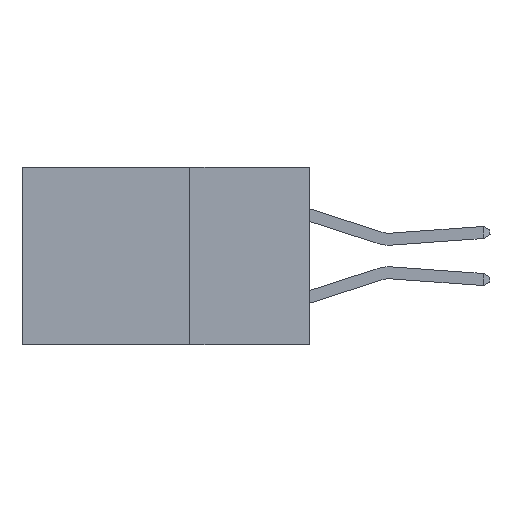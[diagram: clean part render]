
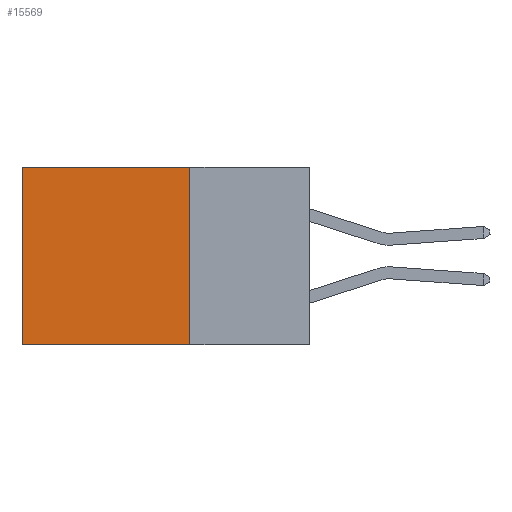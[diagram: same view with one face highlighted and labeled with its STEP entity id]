
A CAD part, left-side view. The second image highlights one B-rep face of the part: STEP entity #15569.
In plain terms, the highlighted planar face has unit normal (-1, 0, 0).
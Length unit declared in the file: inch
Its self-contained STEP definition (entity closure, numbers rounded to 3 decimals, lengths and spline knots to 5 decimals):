
#744 = VERTEX_POINT ( 'NONE', #19329 ) ;
#1635 = VERTEX_POINT ( 'NONE', #15860 ) ;
#1951 = VECTOR ( 'NONE', #18484, 39.37008 ) ;
#2750 = PLANE ( 'NONE',  #9113 ) ;
#2899 = CARTESIAN_POINT ( 'NONE',  ( 0.298, 0.25, 0. ) ) ;
#3401 = LINE ( 'NONE', #4198, #20451 ) ;
#4198 = CARTESIAN_POINT ( 'NONE',  ( 0.298, 0.25, -0.37 ) ) ;
#4573 = VECTOR ( 'NONE', #26744, 39.37008 ) ;
#4658 = CARTESIAN_POINT ( 'NONE',  ( 0.298, 0.25, 0. ) ) ;
#5001 = CARTESIAN_POINT ( 'NONE',  ( 0.298, 0.25, 0. ) ) ;
#5882 = ORIENTED_EDGE ( 'NONE', *, *, #10585, .T. ) ;
#6068 = CARTESIAN_POINT ( 'NONE',  ( 0.298, 0.6, 0. ) ) ;
#7246 = DIRECTION ( 'NONE',  ( 1., 0., 0. ) ) ;
#8294 = DIRECTION ( 'NONE',  ( 0., 0., -1. ) ) ;
#8655 = LINE ( 'NONE', #6068, #25655 ) ;
#9113 = AXIS2_PLACEMENT_3D ( 'NONE', #5001, #7246, #22771 ) ;
#10585 = EDGE_CURVE ( 'NONE', #1635, #744, #8655, .T. ) ;
#12591 = VERTEX_POINT ( 'NONE', #21784 ) ;
#13943 = ORIENTED_EDGE ( 'NONE', *, *, #28679, .T. ) ;
#15373 = DIRECTION ( 'NONE',  ( 0., 1., 0. ) ) ;
#15569 = ADVANCED_FACE ( 'NONE', ( #20140 ), #2750, .F. ) ;
#15860 = CARTESIAN_POINT ( 'NONE',  ( 0.298, 0.6, 0. ) ) ;
#16416 = LINE ( 'NONE', #4658, #4573 ) ;
#16679 = EDGE_CURVE ( 'NONE', #19123, #12591, #19046, .T. ) ;
#18484 = DIRECTION ( 'NONE',  ( 0., 0., -1. ) ) ;
#19046 = LINE ( 'NONE', #2899, #1951 ) ;
#19123 = VERTEX_POINT ( 'NONE', #22382 ) ;
#19329 = CARTESIAN_POINT ( 'NONE',  ( 0.298, 0.6, -0.37 ) ) ;
#19410 = ORIENTED_EDGE ( 'NONE', *, *, #16679, .F. ) ;
#20140 = FACE_OUTER_BOUND ( 'NONE', #21113, .T. ) ;
#20451 = VECTOR ( 'NONE', #15373, 39.37008 ) ;
#21113 = EDGE_LOOP ( 'NONE', ( #5882, #22519, #19410, #13943 ) ) ;
#21784 = CARTESIAN_POINT ( 'NONE',  ( 0.298, 0.25, -0.37 ) ) ;
#22382 = CARTESIAN_POINT ( 'NONE',  ( 0.298, 0.25, 0. ) ) ;
#22519 = ORIENTED_EDGE ( 'NONE', *, *, #25277, .F. ) ;
#22771 = DIRECTION ( 'NONE',  ( 0., 0., -1. ) ) ;
#25277 = EDGE_CURVE ( 'NONE', #12591, #744, #3401, .T. ) ;
#25655 = VECTOR ( 'NONE', #8294, 39.37008 ) ;
#26744 = DIRECTION ( 'NONE',  ( 0., 1., 0. ) ) ;
#28679 = EDGE_CURVE ( 'NONE', #19123, #1635, #16416, .T. ) ;
